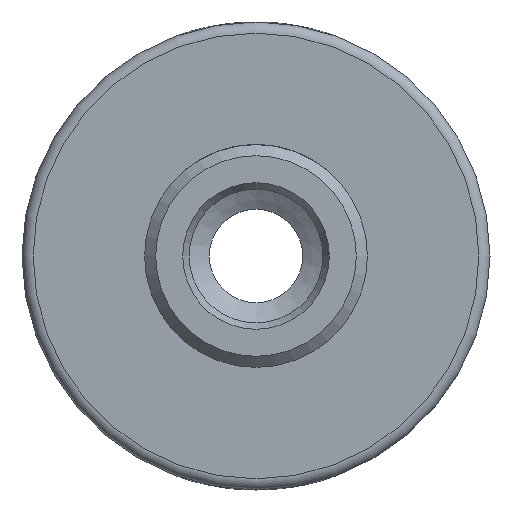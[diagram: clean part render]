
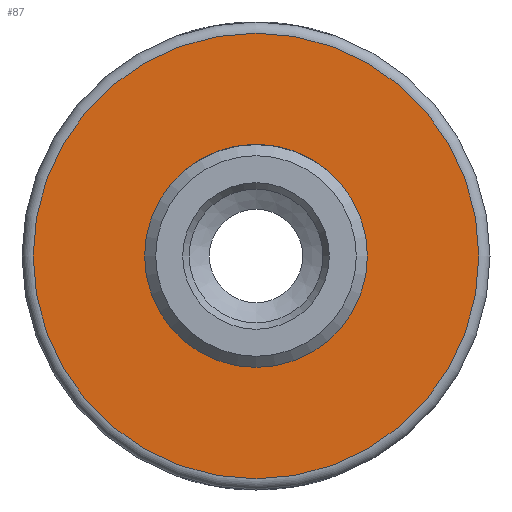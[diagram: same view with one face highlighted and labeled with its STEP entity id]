
A CAD part, left-side view. The second image highlights one B-rep face of the part: STEP entity #87.
In plain terms, the highlighted planar face has unit normal (-1, 0, 0).
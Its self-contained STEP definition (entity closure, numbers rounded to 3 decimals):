
#87 = ADVANCED_FACE( '', ( #195, #196 ), #197, .T. );
#195 = FACE_OUTER_BOUND( '', #382, .T. );
#196 = FACE_BOUND( '', #383, .T. );
#197 = PLANE( '', #384 );
#382 = EDGE_LOOP( '', ( #530 ) );
#383 = EDGE_LOOP( '', ( #531 ) );
#384 = AXIS2_PLACEMENT_3D( '', #532, #533, #534 );
#530 = ORIENTED_EDGE( '', *, *, #598, .T. );
#531 = ORIENTED_EDGE( '', *, *, #626, .F. );
#532 = CARTESIAN_POINT( '', ( 0., 9.5, 0. ) );
#533 = DIRECTION( '', ( -1., 0., 0. ) );
#534 = DIRECTION( '', ( 0., 0., 1. ) );
#598 = EDGE_CURVE( '', #665, #665, #666, .T. );
#626 = EDGE_CURVE( '', #709, #709, #710, .T. );
#665 = VERTEX_POINT( '', #754 );
#666 = CIRCLE( '', #755, 20. );
#709 = VERTEX_POINT( '', #1042 );
#710 = CIRCLE( '', #1043, 9.5 );
#754 = CARTESIAN_POINT( '', ( 0., 0., 20. ) );
#755 = AXIS2_PLACEMENT_3D( '', #1171, #1172, #1173 );
#1042 = CARTESIAN_POINT( '', ( 0., 0., 9.5 ) );
#1043 = AXIS2_PLACEMENT_3D( '', #1202, #1203, #1204 );
#1171 = CARTESIAN_POINT( '', ( 0., 0., 0. ) );
#1172 = DIRECTION( '', ( -1., 0., 0. ) );
#1173 = DIRECTION( '', ( 0., 0., 1. ) );
#1202 = CARTESIAN_POINT( '', ( 0., 0., 0. ) );
#1203 = DIRECTION( '', ( -1., 0., 0. ) );
#1204 = DIRECTION( '', ( 0., 0., 1. ) );
